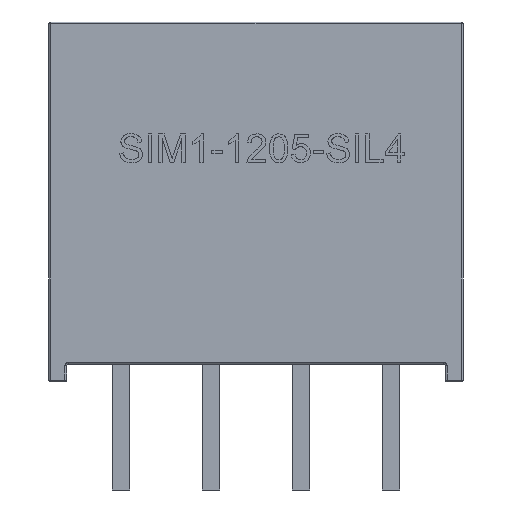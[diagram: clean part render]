
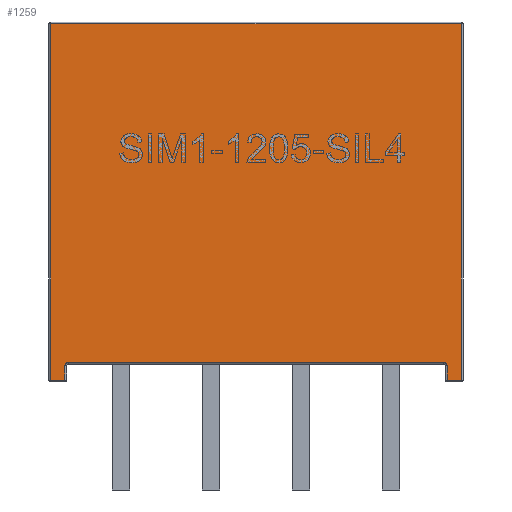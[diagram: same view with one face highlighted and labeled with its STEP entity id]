
A CAD part, front view. The second image highlights one B-rep face of the part: STEP entity #1259.
In plain terms, the highlighted free-form (B-spline) face has degree [1, 1] with [2, 2] control points.
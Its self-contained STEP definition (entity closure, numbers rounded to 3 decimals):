
#203 = VERTEX_POINT('',#204);
#204 = CARTESIAN_POINT('',(-1.44,-1.598,
    0.555));
#210 = EDGE_CURVE('',#203,#211,#213,.T.);
#211 = VERTEX_POINT('',#212);
#212 = CARTESIAN_POINT('',(-1.539,-1.598,
    0.456));
#213 = ( BOUNDED_CURVE() B_SPLINE_CURVE(2,(#214,#215,#216),
.UNSPECIFIED.,.F.,.F.) B_SPLINE_CURVE_WITH_KNOTS((3,3),(5.498,
7.069),.PIECEWISE_BEZIER_KNOTS.) CURVE() 
GEOMETRIC_REPRESENTATION_ITEM() RATIONAL_B_SPLINE_CURVE((1.,
0.707,1.)) REPRESENTATION_ITEM('') );
#214 = CARTESIAN_POINT('',(-1.44,-1.598,
    0.555));
#215 = CARTESIAN_POINT('',(-1.539,-1.598,
    0.555));
#216 = CARTESIAN_POINT('',(-1.539,-1.598,
    0.456));
#285 = VERTEX_POINT('',#286);
#286 = CARTESIAN_POINT('',(-1.539,-1.598,
    0.058));
#318 = EDGE_CURVE('',#211,#285,#319,.T.);
#319 = B_SPLINE_CURVE_WITH_KNOTS('',1,(#320,#321),.UNSPECIFIED.,.F.,.F.,
  (2,2),(2.463,2.863),.PIECEWISE_BEZIER_KNOTS.);
#320 = CARTESIAN_POINT('',(-1.539,-1.598,
    0.456));
#321 = CARTESIAN_POINT('',(-1.539,-1.598,
    0.058));
#403 = VERTEX_POINT('',#404);
#404 = CARTESIAN_POINT('',(9.167,-1.598,0.456
    ));
#410 = EDGE_CURVE('',#403,#411,#413,.T.);
#411 = VERTEX_POINT('',#412);
#412 = CARTESIAN_POINT('',(9.068,-1.598,0.555
    ));
#413 = ( BOUNDED_CURVE() B_SPLINE_CURVE(2,(#414,#415,#416),
.UNSPECIFIED.,.F.,.F.) B_SPLINE_CURVE_WITH_KNOTS((3,3),(5.498,
7.069),.PIECEWISE_BEZIER_KNOTS.) CURVE() 
GEOMETRIC_REPRESENTATION_ITEM() RATIONAL_B_SPLINE_CURVE((1.,
0.707,1.)) REPRESENTATION_ITEM('') );
#414 = CARTESIAN_POINT('',(9.167,-1.598,0.456
    ));
#415 = CARTESIAN_POINT('',(9.167,-1.598,0.555
    ));
#416 = CARTESIAN_POINT('',(9.068,-1.598,0.555
    ));
#499 = VERTEX_POINT('',#500);
#500 = CARTESIAN_POINT('',(-1.937,-1.598,
    0.058));
#573 = VERTEX_POINT('',#574);
#574 = CARTESIAN_POINT('',(9.167,-1.598,
    0.058));
#608 = EDGE_CURVE('',#573,#403,#609,.T.);
#609 = B_SPLINE_CURVE_WITH_KNOTS('',1,(#610,#611),.UNSPECIFIED.,.F.,.F.,
  (2,2),(-2.863,-2.463),.PIECEWISE_BEZIER_KNOTS.);
#610 = CARTESIAN_POINT('',(9.167,-1.598,
    0.058));
#611 = CARTESIAN_POINT('',(9.167,-1.598,0.456
    ));
#733 = VERTEX_POINT('',#734);
#734 = CARTESIAN_POINT('',(-1.937,-1.598,
    10.04));
#792 = EDGE_CURVE('',#499,#733,#793,.T.);
#793 = B_SPLINE_CURVE_WITH_KNOTS('',1,(#794,#795),.UNSPECIFIED.,.F.,.F.,
  (2,2),(-7.688,2.363),.PIECEWISE_BEZIER_KNOTS.);
#794 = CARTESIAN_POINT('',(-1.937,-1.598,
    0.058));
#795 = CARTESIAN_POINT('',(-1.937,-1.598,
    10.04));
#824 = VERTEX_POINT('',#825);
#825 = CARTESIAN_POINT('',(9.564,-1.598,
    0.058));
#851 = VERTEX_POINT('',#852);
#852 = CARTESIAN_POINT('',(9.564,-1.598,10.04
    ));
#910 = EDGE_CURVE('',#733,#851,#911,.T.);
#911 = B_SPLINE_CURVE_WITH_KNOTS('',1,(#912,#913),.UNSPECIFIED.,.F.,.F.,
  (2,2),(-8.71,2.87),.PIECEWISE_BEZIER_KNOTS.);
#912 = CARTESIAN_POINT('',(-1.937,-1.598,
    10.04));
#913 = CARTESIAN_POINT('',(9.564,-1.598,10.04
    ));
#938 = EDGE_CURVE('',#851,#824,#939,.T.);
#939 = B_SPLINE_CURVE_WITH_KNOTS('',1,(#940,#941),.UNSPECIFIED.,.F.,.F.,
  (2,2),(-7.188,2.863),.PIECEWISE_BEZIER_KNOTS.);
#940 = CARTESIAN_POINT('',(9.564,-1.598,10.04
    ));
#941 = CARTESIAN_POINT('',(9.564,-1.598,
    0.058));
#960 = EDGE_CURVE('',#824,#573,#961,.T.);
#961 = B_SPLINE_CURVE_WITH_KNOTS('',1,(#962,#963),.UNSPECIFIED.,.F.,.F.,
  (2,2),(-2.995,-2.595),.PIECEWISE_BEZIER_KNOTS.);
#962 = CARTESIAN_POINT('',(9.564,-1.598,
    0.058));
#963 = CARTESIAN_POINT('',(9.167,-1.598,
    0.058));
#1048 = EDGE_CURVE('',#285,#499,#1049,.T.);
#1049 = B_SPLINE_CURVE_WITH_KNOTS('',1,(#1050,#1051),.UNSPECIFIED.,.F.,
  .F.,(2,2),(2.595,2.995),.PIECEWISE_BEZIER_KNOTS.);
#1050 = CARTESIAN_POINT('',(-1.539,-1.598,
    0.058));
#1051 = CARTESIAN_POINT('',(-1.937,-1.598,
    0.058));
#1064 = EDGE_CURVE('',#411,#203,#1065,.T.);
#1065 = B_SPLINE_CURVE_WITH_KNOTS('',1,(#1066,#1067),.UNSPECIFIED.,.F.,
  .F.,(2,2),(-8.21,2.37),.PIECEWISE_BEZIER_KNOTS.);
#1066 = CARTESIAN_POINT('',(9.068,-1.598,
    0.555));
#1067 = CARTESIAN_POINT('',(-1.44,-1.598,
    0.555));
#1259 = ADVANCED_FACE('',(#1260),#1272,.T.);
#1260 = FACE_BOUND('',#1261,.T.);
#1261 = EDGE_LOOP('',(#1262,#1263,#1264,#1265,#1266,#1267,#1268,#1269,
    #1270,#1271));
#1262 = ORIENTED_EDGE('',*,*,#792,.F.);
#1263 = ORIENTED_EDGE('',*,*,#1048,.F.);
#1264 = ORIENTED_EDGE('',*,*,#318,.F.);
#1265 = ORIENTED_EDGE('',*,*,#210,.F.);
#1266 = ORIENTED_EDGE('',*,*,#1064,.F.);
#1267 = ORIENTED_EDGE('',*,*,#410,.F.);
#1268 = ORIENTED_EDGE('',*,*,#608,.F.);
#1269 = ORIENTED_EDGE('',*,*,#960,.F.);
#1270 = ORIENTED_EDGE('',*,*,#938,.F.);
#1271 = ORIENTED_EDGE('',*,*,#910,.F.);
#1272 = B_SPLINE_SURFACE_WITH_KNOTS('',1,1,(
    (#1273,#1274)
    ,(#1275,#1276
    )),.UNSPECIFIED.,.F.,.F.,.F.,(2,2),(2,2),(-5.79,5.79),(-5.275,4.775)
  ,.PIECEWISE_BEZIER_KNOTS.);
#1273 = CARTESIAN_POINT('',(-1.937,-1.598,
    0.058));
#1274 = CARTESIAN_POINT('',(-1.937,-1.598,
    10.04));
#1275 = CARTESIAN_POINT('',(9.564,-1.598,
    0.058));
#1276 = CARTESIAN_POINT('',(9.564,-1.598,
    10.04));
